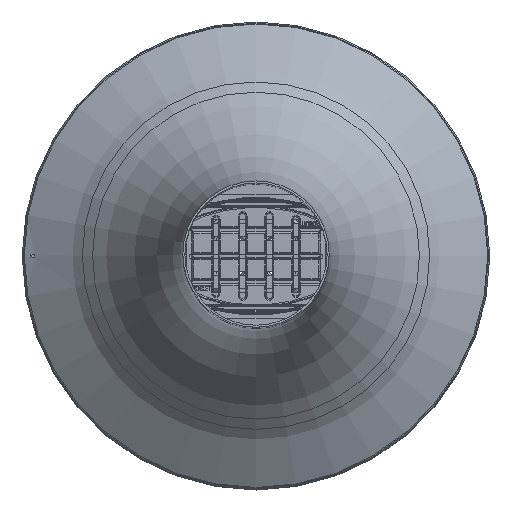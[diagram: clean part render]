
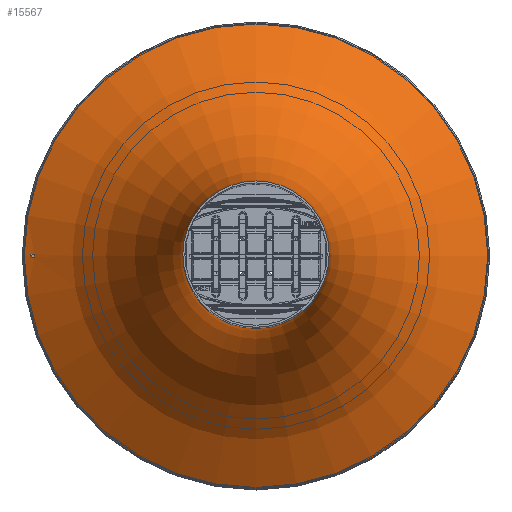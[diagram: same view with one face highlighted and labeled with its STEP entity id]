
A CAD part, top view. The second image highlights one B-rep face of the part: STEP entity #15567.
In plain terms, the highlighted toroidal (fillet/blend) face has major radius 526.5 mm and minor radius 417 mm.
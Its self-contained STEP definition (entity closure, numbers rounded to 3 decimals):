
#15567=ADVANCED_FACE('',(#31942,#31943,#31944),#31945,.F.);
#31942=FACE_OUTER_BOUND('',#133039,.T.);
#31943=FACE_OUTER_BOUND('',#133040,.T.);
#31944=FACE_BOUND('',#133041,.T.);
#31945=TOROIDAL_SURFACE('',#133042,526.5,417.0);
#133039=EDGE_LOOP('',(#192491));
#133040=EDGE_LOOP('',(#192492));
#133041=EDGE_LOOP('',(#192493,#192494,#192495,#192496));
#133042=AXIS2_PLACEMENT_3D('',#192497,#192498,#192499);
#192491=ORIENTED_EDGE('',*,*,#219857,.T.);
#192492=ORIENTED_EDGE('',*,*,#219863,.F.);
#192493=ORIENTED_EDGE('',*,*,#219849,.T.);
#192494=ORIENTED_EDGE('',*,*,#219865,.T.);
#192495=ORIENTED_EDGE('',*,*,#219861,.T.);
#192496=ORIENTED_EDGE('',*,*,#219843,.T.);
#192497=CARTESIAN_POINT('',(0.0,0.0,864.651));
#192498=DIRECTION('',(0.0,0.0,-1.0));
#192499=DIRECTION('',(-1.0,0.0,0.0));
#219843=EDGE_CURVE('',#244961,#244963,#244965,.T.);
#219849=EDGE_CURVE('',#244963,#244971,#244973,.T.);
#219857=EDGE_CURVE('',#244984,#244984,#244985,.T.);
#219861=EDGE_CURVE('',#244988,#244961,#244990,.T.);
#219863=EDGE_CURVE('',#244992,#244992,#244993,.T.);
#219865=EDGE_CURVE('',#244971,#244988,#244995,.T.);
#244961=VERTEX_POINT('',#297320);
#244963=VERTEX_POINT('',#297323);
#244965=B_SPLINE_CURVE_WITH_KNOTS('',3,(#297326,#297327,#297328,#297329),.UNSPECIFIED.,.F.,.F.,(4,4),(0.,0.006),.UNSPECIFIED.);
#244971=VERTEX_POINT('',#297335);
#244973=B_SPLINE_CURVE_WITH_KNOTS('',3,(#297338,#297339,#297340,#297341),.UNSPECIFIED.,.F.,.F.,(4,4),(0.,0.005),.UNSPECIFIED.);
#244984=VERTEX_POINT('',#297481);
#244985=CIRCLE('',#297482,109.5);
#244988=VERTEX_POINT('',#297485);
#244990=B_SPLINE_CURVE_WITH_KNOTS('',3,(#297488,#297489,#297490,#297491,#297492,#297493,#297494,#297495,#297496,#297497),.UNSPECIFIED.,.F.,.F.,(4,1,1,2,2,4),(4.37,4.371,4.372,4.372,4.373,4.375),.UNSPECIFIED.);
#244992=VERTEX_POINT('',#297499);
#244993=CIRCLE('',#297500,348.282);
#244995=B_SPLINE_CURVE_WITH_KNOTS('',3,(#297502,#297503,#297504,#297505),.UNSPECIFIED.,.F.,.F.,(4,4),(0.,0.006),.UNSPECIFIED.);
#297320=CARTESIAN_POINT('',(-332.0,-2.5,495.785));
#297323=CARTESIAN_POINT('',(-337.0,-2.5,493.192));
#297326=CARTESIAN_POINT('',(-332.0,-2.5,495.785));
#297327=CARTESIAN_POINT('',(-333.661,-2.5,494.909));
#297328=CARTESIAN_POINT('',(-335.327,-2.5,494.045));
#297329=CARTESIAN_POINT('',(-337.,-2.5,493.192));
#297335=CARTESIAN_POINT('',(-337.0,2.5,493.192));
#297338=CARTESIAN_POINT('',(-337.0,-2.5,493.192));
#297339=CARTESIAN_POINT('',(-337.0,-0.833,493.198));
#297340=CARTESIAN_POINT('',(-337.0,0.833,493.198));
#297341=CARTESIAN_POINT('',(-337.0,2.5,493.192));
#297481=CARTESIAN_POINT('',(-109.5,0.0,864.651));
#297482=AXIS2_PLACEMENT_3D('',#335441,#335442,#335443);
#297485=CARTESIAN_POINT('',(-332.0,2.5,495.785));
#297488=CARTESIAN_POINT('',(-332.0,2.5,495.785));
#297489=CARTESIAN_POINT('',(-332.0,2.072,495.787));
#297490=CARTESIAN_POINT('',(-332.0,1.43,495.788));
#297491=CARTESIAN_POINT('',(-332.0,0.682,495.79));
#297492=CARTESIAN_POINT('',(-332.0,0.361,495.79));
#297493=CARTESIAN_POINT('',(-332.0,0.147,495.79));
#297494=CARTESIAN_POINT('',(-332.0,0.038,495.79));
#297495=CARTESIAN_POINT('',(-332.0,-0.876,495.79));
#297496=CARTESIAN_POINT('',(-332.0,-1.688,495.788));
#297497=CARTESIAN_POINT('',(-332.0,-2.5,495.785));
#297499=CARTESIAN_POINT('',(-348.282,0.0,487.653));
#297500=AXIS2_PLACEMENT_3D('',#335445,#335446,#335447);
#297502=CARTESIAN_POINT('',(-337.,2.5,493.192));
#297503=CARTESIAN_POINT('',(-335.327,2.5,494.045));
#297504=CARTESIAN_POINT('',(-333.661,2.5,494.909));
#297505=CARTESIAN_POINT('',(-332.0,2.5,495.785));
#335441=CARTESIAN_POINT('',(0.0,0.0,864.651));
#335442=DIRECTION('',(0.0,0.0,-1.0));
#335443=DIRECTION('',(-1.0,0.0,0.0));
#335445=CARTESIAN_POINT('',(0.0,0.0,487.653));
#335446=DIRECTION('',(0.0,0.0,-1.0));
#335447=DIRECTION('',(-1.0,0.0,0.0));
